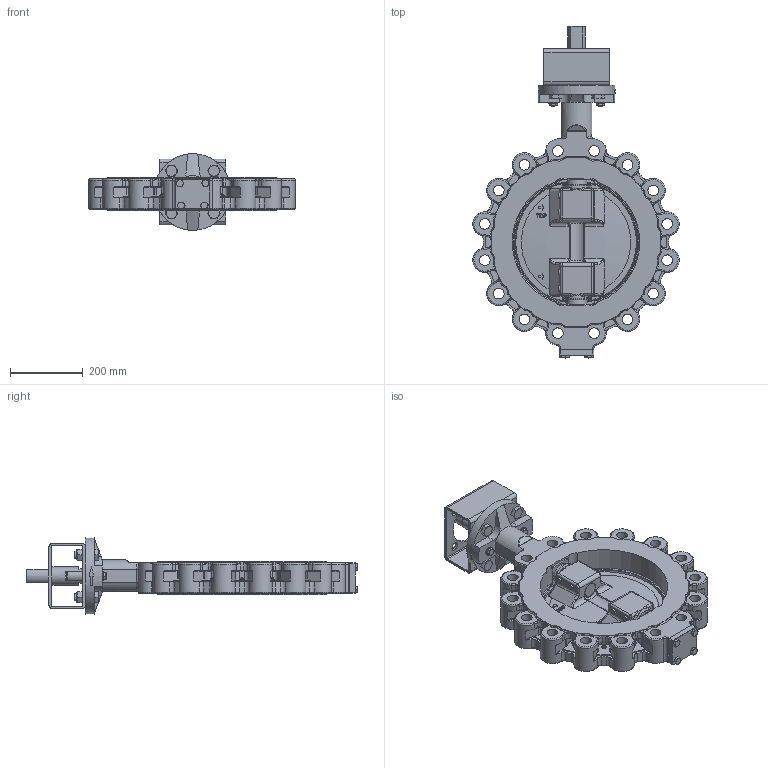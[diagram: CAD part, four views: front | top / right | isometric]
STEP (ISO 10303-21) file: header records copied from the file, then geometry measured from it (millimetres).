
FILE_DESCRIPTION(/* description */ (''),/* implementation_level */ '2;1');
FILE_NAME(/* name */ 'HP114-C DN350 PN40.stp',/* time_stamp */ '2018-12-04T11:04:07+01:00',/* author */ ('hellwig'),/* organization */ (''),/* preprocessor_version */ 'ST-DEVELOPER v16.5',/* originating_system */ 'Autodesk Inventor 2017',/* authorisation */ '');
FILE_SCHEMA (('CONFIG_CONTROL_DESIGN'));
Length unit declared in the file: millimetre
Products named in the file (1): MD_M2336
Bounding box: 566.18 x 911 x 210 mm (x, y, z)
Volume: 16570230.6 mm3; surface area: 1680676.9 mm2
Topology: 2 solids, 30 shells, 2915 faces, 7435 edges, 4623 vertices
Faces by surface type: plane 999, cylinder 912, torus 450, bspline 289, cone 243, sphere 22
Full cylindrical faces by diameter (mm): 4.917 x14, 6 x42, 10.106 x6, 11.053 x6, 12 x6, 12.5 x14, 13 x2, 13.5 x4, 14 x6, 14.2 x4, 17.2 x6, 20 x9, 22 x8, 24 x2, 28.19 x4, 29.211 x16, 42 x5, 42.1 x1, 42.2 x3, 44.1 x1, 45.35 x2, 50 x1, 55 x2, 57.8 x1, 57.9 x1, 58 x2, 59.5 x1, 60 x1, 68 x1, 68.2 x1
Entity records: 96753 total; most frequent: CARTESIAN_POINT 27562, DIRECTION 13773, ORIENTED_EDGE 13580, EDGE_CURVE 6790, AXIS2_PLACEMENT_3D 5605, VERTEX_POINT 4414, EDGE_LOOP 3540, FACE_OUTER_BOUND 2915
